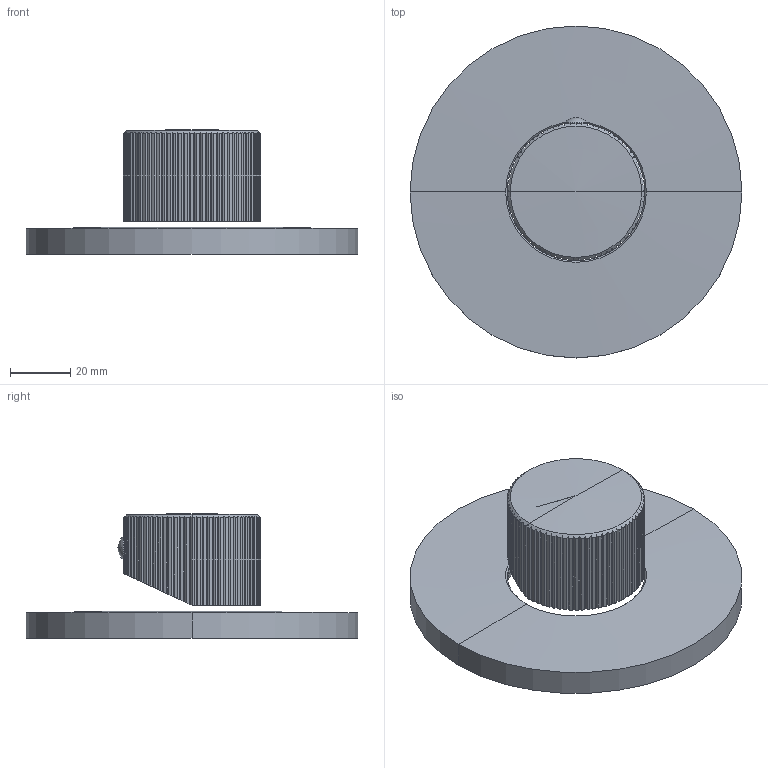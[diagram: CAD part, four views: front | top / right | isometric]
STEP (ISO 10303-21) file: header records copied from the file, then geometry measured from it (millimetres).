
FILE_DESCRIPTION((''),'2;1');
FILE_NAME('JO011CREST','2021-11-04T10:37:28',('ut3'),('PAFFONI SpA'),'CREO PARAMETRIC BY PTC INC, 2020044','CREO PARAMETRIC BY PTC INC, 2020044','');
FILE_SCHEMA(('CONFIG_CONTROL_DESIGN','SHAPE_APPEARANCE_LAYERS_GROUPS'));
Length unit declared in the file: millimetre
Products named in the file (1): JO011CREST
Bounding box: 110 x 110 x 41.4 mm (x, y, z)
Volume: 34849 mm3; surface area: 36657 mm2
Topology: 2 solids, 2 shells, 352 faces, 993 edges, 645 vertices
Faces by surface type: plane 196, cylinder 121, cone 27, bspline 4, sphere 2, torus 2
Entity records: 14946 total; most frequent: CARTESIAN_POINT 3646, ORIENTED_EDGE 1974, DIRECTION 1651, EDGE_CURVE 987, VERTEX_POINT 645, AXIS2_PLACEMENT_3D 566, VECTOR 519, LINE 519
